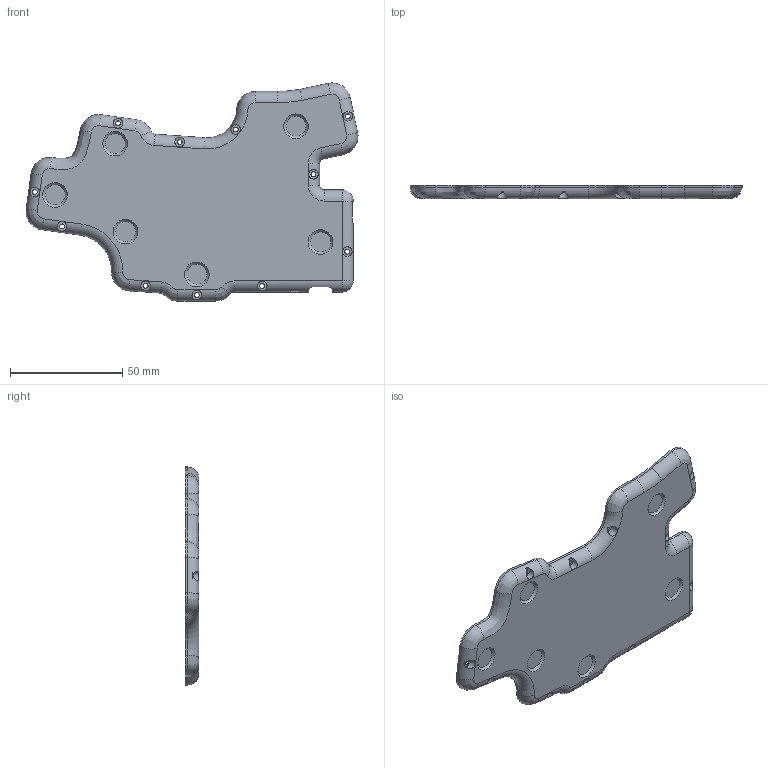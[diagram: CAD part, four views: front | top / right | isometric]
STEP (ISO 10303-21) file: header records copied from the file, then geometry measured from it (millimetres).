
FILE_DESCRIPTION(/* description */ (''),/* implementation_level */ '2;1');
FILE_NAME(/* name */ 'bottom.step',/* time_stamp */ '2025-04-03T20:20:48+02:00',/* author */ (''),/* organization */ (''),/* preprocessor_version */ 'ST-DEVELOPER v20',/* originating_system */ 'Autodesk Translation Framework v13.20.0.188',/* authorisation */ '');
FILE_SCHEMA (('AUTOMOTIVE_DESIGN { 1 0 10303 214 3 1 1 }'));
Length unit declared in the file: millimetre
Products named in the file (2): screw-case; bottom
Assembly tree (1 placements, depth 2):
  screw-case
    bottom
Bounding box: 148.05 x 6 x 97.3 mm (x, y, z)
Volume: 27716.5 mm3; surface area: 24433.3 mm2
Topology: 1 solids, 1 shells, 239 faces, 620 edges, 402 vertices
Faces by surface type: cylinder 106, plane 91, bspline 26, torus 8, cone 6, sphere 2
Full cylindrical faces by diameter (mm): 2.2 x11, 3.5 x2, 4.3 x11, 7 x1
Entity records: 8733 total; most frequent: CARTESIAN_POINT 2718, ORIENTED_EDGE 1238, DIRECTION 1218, EDGE_CURVE 619, AXIS2_PLACEMENT_3D 452, VERTEX_POINT 402, LINE 314, VECTOR 314
